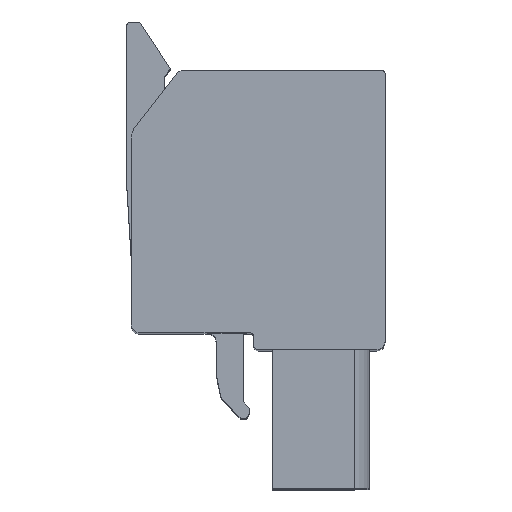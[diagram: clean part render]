
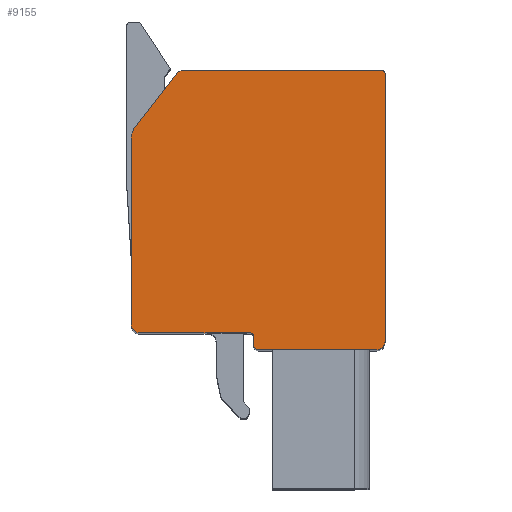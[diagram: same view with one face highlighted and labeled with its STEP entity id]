
A CAD part, top view. The second image highlights one B-rep face of the part: STEP entity #9155.
In plain terms, the highlighted planar face has unit normal (0, 0, 1).
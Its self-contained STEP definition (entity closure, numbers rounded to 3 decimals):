
#258=DIRECTION('',(1.,0.,0.));
#259=VECTOR('',#258,7.05);
#260=CARTESIAN_POINT('',(9.402,11.784,2.94));
#261=LINE('',#260,#259);
#1099=CARTESIAN_POINT('',(9.402,12.084,2.94));
#1100=DIRECTION('',(0.,0.,1.));
#1101=DIRECTION('',(-1.,0.,0.));
#1102=AXIS2_PLACEMENT_3D('',#1099,#1100,#1101);
#1104=DIRECTION('',(0.,-1.,0.));
#1105=VECTOR('',#1104,0.5);
#1106=CARTESIAN_POINT('',(9.102,12.584,2.94));
#1107=LINE('',#1106,#1105);
#1108=CARTESIAN_POINT('',(8.902,12.584,2.94));
#1109=DIRECTION('',(0.,0.,-1.));
#1110=DIRECTION('',(0.,1.,0.));
#1111=AXIS2_PLACEMENT_3D('',#1108,#1109,#1110);
#1113=DIRECTION('',(1.,0.,0.));
#1114=VECTOR('',#1113,6.61);
#1115=CARTESIAN_POINT('',(2.292,12.784,2.94));
#1116=LINE('',#1115,#1114);
#1117=CARTESIAN_POINT('',(2.292,13.284,2.94));
#1118=DIRECTION('',(0.,0.,1.));
#1119=DIRECTION('',(-1.,0.,0.));
#1120=AXIS2_PLACEMENT_3D('',#1117,#1118,#1119);
#1122=DIRECTION('',(0.,-1.,0.));
#1123=VECTOR('',#1122,11.132);
#1124=CARTESIAN_POINT('',(1.792,24.416,2.94));
#1125=LINE('',#1124,#1123);
#1126=CARTESIAN_POINT('',(2.792,24.416,2.94));
#1127=DIRECTION('',(0.,0.,1.));
#1128=DIRECTION('',(-0.789,0.614,0.));
#1129=AXIS2_PLACEMENT_3D('',#1126,#1127,#1128);
#1131=DIRECTION('',(-0.614,-0.789,0.));
#1132=VECTOR('',#1131,4.1);
#1133=CARTESIAN_POINT('',(4.52,28.266,2.94));
#1134=LINE('',#1133,#1132);
#1135=CARTESIAN_POINT('',(4.915,27.959,2.94));
#1136=DIRECTION('',(0.,0.,1.));
#1137=DIRECTION('',(0.,1.,0.));
#1138=AXIS2_PLACEMENT_3D('',#1135,#1136,#1137);
#1140=DIRECTION('',(-1.,0.,0.));
#1141=VECTOR('',#1140,11.838);
#1142=CARTESIAN_POINT('',(16.752,28.459,2.94));
#1143=LINE('',#1142,#1141);
#1144=CARTESIAN_POINT('',(16.752,28.259,2.94));
#1145=DIRECTION('',(0.,0.,1.));
#1146=DIRECTION('',(1.,0.,0.));
#1147=AXIS2_PLACEMENT_3D('',#1144,#1145,#1146);
#1149=DIRECTION('',(0.,1.,0.));
#1150=VECTOR('',#1149,15.975);
#1151=CARTESIAN_POINT('',(16.952,12.284,2.94));
#1152=LINE('',#1151,#1150);
#1153=CARTESIAN_POINT('',(16.452,12.284,2.94));
#1154=DIRECTION('',(0.,0.,1.));
#1155=DIRECTION('',(0.,-1.,0.));
#1156=AXIS2_PLACEMENT_3D('',#1153,#1154,#1155);
#5863=CARTESIAN_POINT('',(2.003,25.03,2.94));
#5864=CARTESIAN_POINT('',(1.792,24.416,2.94));
#5865=VERTEX_POINT('',#5863);
#5866=VERTEX_POINT('',#5864);
#5867=CARTESIAN_POINT('',(1.792,13.284,2.94));
#5868=VERTEX_POINT('',#5867);
#5869=CARTESIAN_POINT('',(2.292,12.784,2.94));
#5870=VERTEX_POINT('',#5869);
#5871=CARTESIAN_POINT('',(8.902,12.784,2.94));
#5872=VERTEX_POINT('',#5871);
#5873=CARTESIAN_POINT('',(9.102,12.584,2.94));
#5874=VERTEX_POINT('',#5873);
#5875=CARTESIAN_POINT('',(9.102,12.084,2.94));
#5876=VERTEX_POINT('',#5875);
#5877=CARTESIAN_POINT('',(9.402,11.784,2.94));
#5878=VERTEX_POINT('',#5877);
#5879=CARTESIAN_POINT('',(16.452,11.784,2.94));
#5880=CARTESIAN_POINT('',(16.952,12.284,2.94));
#5881=VERTEX_POINT('',#5879);
#5882=VERTEX_POINT('',#5880);
#5883=CARTESIAN_POINT('',(16.952,28.259,2.94));
#5884=VERTEX_POINT('',#5883);
#5885=CARTESIAN_POINT('',(16.752,28.459,2.94));
#5886=VERTEX_POINT('',#5885);
#5887=CARTESIAN_POINT('',(4.915,28.459,2.94));
#5888=VERTEX_POINT('',#5887);
#5889=CARTESIAN_POINT('',(4.52,28.266,2.94));
#5890=VERTEX_POINT('',#5889);
#9121=CARTESIAN_POINT('',(0.,0.,2.94));
#9122=DIRECTION('',(0.,0.,1.));
#9123=DIRECTION('',(1.,0.,0.));
#9124=AXIS2_PLACEMENT_3D('',#9121,#9122,#9123);
#9125=PLANE('',#9124);
#9126=ORIENTED_EDGE('',*,*,#7564,.F.);
#9128=ORIENTED_EDGE('',*,*,#9127,.F.);
#9130=ORIENTED_EDGE('',*,*,#9129,.F.);
#9132=ORIENTED_EDGE('',*,*,#9131,.F.);
#9134=ORIENTED_EDGE('',*,*,#9133,.F.);
#9136=ORIENTED_EDGE('',*,*,#9135,.F.);
#9138=ORIENTED_EDGE('',*,*,#9137,.F.);
#9140=ORIENTED_EDGE('',*,*,#9139,.F.);
#9142=ORIENTED_EDGE('',*,*,#9141,.F.);
#9144=ORIENTED_EDGE('',*,*,#9143,.F.);
#9146=ORIENTED_EDGE('',*,*,#9145,.F.);
#9148=ORIENTED_EDGE('',*,*,#9147,.F.);
#9150=ORIENTED_EDGE('',*,*,#9149,.F.);
#9152=ORIENTED_EDGE('',*,*,#9151,.F.);
#9153=EDGE_LOOP('',(#9126,#9128,#9130,#9132,#9134,#9136,#9138,#9140,#9142,#9144,
#9146,#9148,#9150,#9152));
#9154=FACE_OUTER_BOUND('',#9153,.F.);
#9155=ADVANCED_FACE('',(#9154),#9125,.T.);
#1103=CIRCLE('',#1102,0.3);
#1112=CIRCLE('',#1111,0.2);
#1121=CIRCLE('',#1120,0.5);
#1130=CIRCLE('',#1129,1.);
#1139=CIRCLE('',#1138,0.5);
#1148=CIRCLE('',#1147,0.2);
#1157=CIRCLE('',#1156,0.5);
#7564=EDGE_CURVE('',#5878,#5881,#261,.T.);
#9127=EDGE_CURVE('',#5876,#5878,#1103,.T.);
#9129=EDGE_CURVE('',#5874,#5876,#1107,.T.);
#9131=EDGE_CURVE('',#5872,#5874,#1112,.T.);
#9133=EDGE_CURVE('',#5870,#5872,#1116,.T.);
#9135=EDGE_CURVE('',#5868,#5870,#1121,.T.);
#9137=EDGE_CURVE('',#5866,#5868,#1125,.T.);
#9139=EDGE_CURVE('',#5865,#5866,#1130,.T.);
#9141=EDGE_CURVE('',#5890,#5865,#1134,.T.);
#9143=EDGE_CURVE('',#5888,#5890,#1139,.T.);
#9145=EDGE_CURVE('',#5886,#5888,#1143,.T.);
#9147=EDGE_CURVE('',#5884,#5886,#1148,.T.);
#9149=EDGE_CURVE('',#5882,#5884,#1152,.T.);
#9151=EDGE_CURVE('',#5881,#5882,#1157,.T.);
